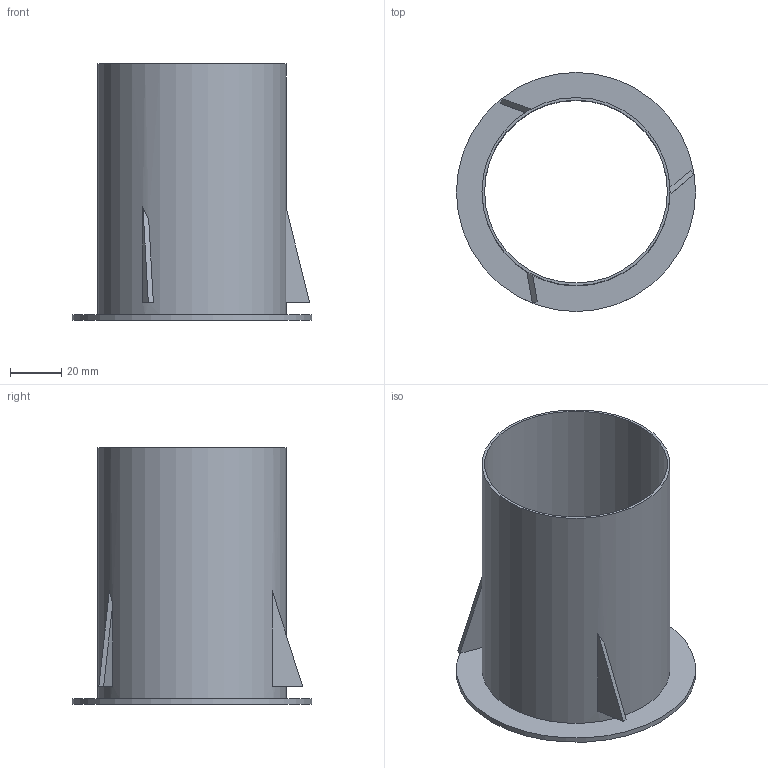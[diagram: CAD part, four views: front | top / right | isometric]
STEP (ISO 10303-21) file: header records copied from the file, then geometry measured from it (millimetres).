
FILE_DESCRIPTION(('FreeCAD Model'),'2;1');
FILE_NAME('Open CASCADE Shape Model','2022-12-18T13:01:52',(''),(''), 'Open CASCADE STEP processor 7.6','FreeCAD','Unknown');
FILE_SCHEMA(('AUTOMOTIVE_DESIGN { 1 0 10303 214 1 1 1 1 }'));
Length unit declared in the file: millimetre
Products named in the file (1): Body
Bounding box: 93.4 x 93.4 x 100 mm (x, y, z)
Volume: 29153.7 mm3; surface area: 52504.3 mm2
Topology: 1 solids, 1 shells, 19 faces, 40 edges, 27 vertices
Faces by surface type: plane 16, cylinder 3
Full cylindrical faces by diameter (mm): 71.4 x1, 73.4 x1, 93.4 x1
Entity records: 1090 total; most frequent: CARTESIAN_POINT 217, DIRECTION 166, LINE 85, VECTOR 85, ORIENTED_EDGE 80, PCURVE 80, DEFINITIONAL_REPRESENTATION 80, EDGE_CURVE 40
